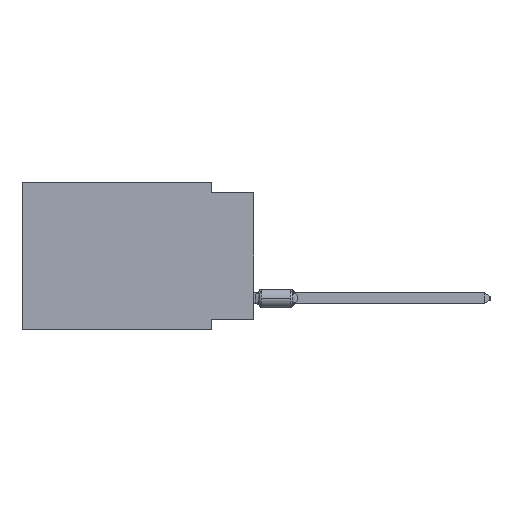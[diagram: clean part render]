
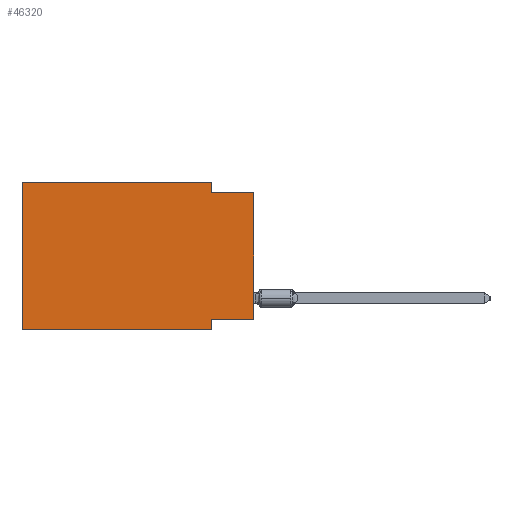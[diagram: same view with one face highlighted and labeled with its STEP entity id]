
A CAD part, left-side view. The second image highlights one B-rep face of the part: STEP entity #46320.
In plain terms, the highlighted planar face has unit normal (-1, 0, 0).
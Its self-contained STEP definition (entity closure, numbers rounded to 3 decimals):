
#384 = LINE ( 'NONE', #17555, #14905 ) ;
#1198 = LINE ( 'NONE', #40024, #43996 ) ;
#2208 = CARTESIAN_POINT ( 'NONE',  ( 0., 2.54, 0. ) ) ;
#3518 = EDGE_LOOP ( 'NONE', ( #8449, #30804, #40669, #40558, #29745, #36207, #12111, #7642 ) ) ;
#3782 = VERTEX_POINT ( 'NONE', #27245 ) ;
#6652 = VERTEX_POINT ( 'NONE', #52544 ) ;
#7539 = VERTEX_POINT ( 'NONE', #2208 ) ;
#7642 = ORIENTED_EDGE ( 'NONE', *, *, #50661, .F. ) ;
#8449 = ORIENTED_EDGE ( 'NONE', *, *, #54926, .T. ) ;
#8666 = VECTOR ( 'NONE', #9405, 1000. ) ;
#9067 = EDGE_CURVE ( 'NONE', #33567, #34875, #49381, .T. ) ;
#9405 = DIRECTION ( 'NONE',  ( 0., 0., -1. ) ) ;
#9622 = CARTESIAN_POINT ( 'NONE',  ( 0., 0., -8.255 ) ) ;
#9684 = CARTESIAN_POINT ( 'NONE',  ( 0., 2.54, 0. ) ) ;
#10806 = DIRECTION ( 'NONE',  ( 0., -1., 0. ) ) ;
#12111 = ORIENTED_EDGE ( 'NONE', *, *, #54257, .F. ) ;
#13624 = DIRECTION ( 'NONE',  ( 0., 1., 0. ) ) ;
#14459 = CARTESIAN_POINT ( 'NONE',  ( 0., 13.97, 0. ) ) ;
#14905 = VECTOR ( 'NONE', #13624, 1000. ) ;
#15067 = AXIS2_PLACEMENT_3D ( 'NONE', #38657, #42873, #51074 ) ;
#15129 = CARTESIAN_POINT ( 'NONE',  ( 0., 2.54, -0.635 ) ) ;
#15230 = LINE ( 'NONE', #28701, #24322 ) ;
#15288 = LINE ( 'NONE', #14459, #49872 ) ;
#15343 = EDGE_CURVE ( 'NONE', #41849, #6652, #1198, .T. ) ;
#16421 = DIRECTION ( 'NONE',  ( 0., 0., -1. ) ) ;
#16472 = CARTESIAN_POINT ( 'NONE',  ( 0., 2.54, -8.255 ) ) ;
#17555 = CARTESIAN_POINT ( 'NONE',  ( 0., 0., -8.255 ) ) ;
#19318 = EDGE_CURVE ( 'NONE', #7539, #33567, #48240, .T. ) ;
#24185 = DIRECTION ( 'NONE',  ( 0., 0., 1. ) ) ;
#24322 = VECTOR ( 'NONE', #24185, 1000. ) ;
#25674 = LINE ( 'NONE', #25954, #55542 ) ;
#25954 = CARTESIAN_POINT ( 'NONE',  ( 0., 13.97, -8.89 ) ) ;
#26554 = VECTOR ( 'NONE', #10806, 1000. ) ;
#27245 = CARTESIAN_POINT ( 'NONE',  ( 0., 2.54, -8.89 ) ) ;
#28701 = CARTESIAN_POINT ( 'NONE',  ( 0., 0., 0. ) ) ;
#29380 = EDGE_CURVE ( 'NONE', #41849, #3782, #25674, .T. ) ;
#29474 = CARTESIAN_POINT ( 'NONE',  ( 0., 13.97, -8.89 ) ) ;
#29745 = ORIENTED_EDGE ( 'NONE', *, *, #15343, .F. ) ;
#29900 = DIRECTION ( 'NONE',  ( 0., -1., 0. ) ) ;
#29905 = FACE_OUTER_BOUND ( 'NONE', #3518, .T. ) ;
#30804 = ORIENTED_EDGE ( 'NONE', *, *, #9067, .F. ) ;
#33567 = VERTEX_POINT ( 'NONE', #15129 ) ;
#33866 = PLANE ( 'NONE',  #15067 ) ;
#34875 = VERTEX_POINT ( 'NONE', #46897 ) ;
#36207 = ORIENTED_EDGE ( 'NONE', *, *, #29380, .T. ) ;
#36646 = DIRECTION ( 'NONE',  ( 0., 0., 1. ) ) ;
#37770 = VERTEX_POINT ( 'NONE', #9622 ) ;
#38657 = CARTESIAN_POINT ( 'NONE',  ( 0., 13.97, 0. ) ) ;
#40024 = CARTESIAN_POINT ( 'NONE',  ( 0., 13.97, 0. ) ) ;
#40558 = ORIENTED_EDGE ( 'NONE', *, *, #49592, .F. ) ;
#40669 = ORIENTED_EDGE ( 'NONE', *, *, #19318, .F. ) ;
#41162 = DIRECTION ( 'NONE',  ( 0., -1., 0. ) ) ;
#41849 = VERTEX_POINT ( 'NONE', #29474 ) ;
#42873 = DIRECTION ( 'NONE',  ( 1., 0., 0. ) ) ;
#43996 = VECTOR ( 'NONE', #36646, 1000. ) ;
#46320 = ADVANCED_FACE ( 'NONE', ( #29905 ), #33866, .F. ) ;
#46759 = VECTOR ( 'NONE', #16421, 1000. ) ;
#46897 = CARTESIAN_POINT ( 'NONE',  ( 0., 0., -0.635 ) ) ;
#47123 = CARTESIAN_POINT ( 'NONE',  ( 0., 2.54, -8.89 ) ) ;
#48240 = LINE ( 'NONE', #9684, #8666 ) ;
#49381 = LINE ( 'NONE', #49914, #26554 ) ;
#49592 = EDGE_CURVE ( 'NONE', #6652, #7539, #15288, .T. ) ;
#49872 = VECTOR ( 'NONE', #41162, 1000. ) ;
#49914 = CARTESIAN_POINT ( 'NONE',  ( 0., 0., -0.635 ) ) ;
#50661 = EDGE_CURVE ( 'NONE', #37770, #52616, #384, .T. ) ;
#51074 = DIRECTION ( 'NONE',  ( 0., 0., -1. ) ) ;
#52544 = CARTESIAN_POINT ( 'NONE',  ( 0., 13.97, 0. ) ) ;
#52616 = VERTEX_POINT ( 'NONE', #16472 ) ;
#54257 = EDGE_CURVE ( 'NONE', #52616, #3782, #55029, .T. ) ;
#54926 = EDGE_CURVE ( 'NONE', #37770, #34875, #15230, .T. ) ;
#55029 = LINE ( 'NONE', #47123, #46759 ) ;
#55542 = VECTOR ( 'NONE', #29900, 1000. ) ;
